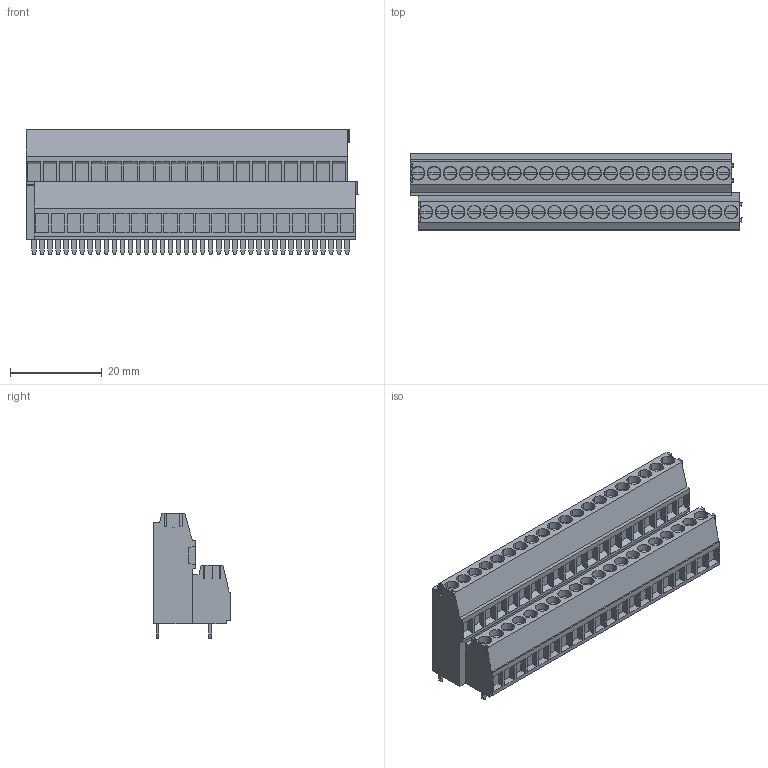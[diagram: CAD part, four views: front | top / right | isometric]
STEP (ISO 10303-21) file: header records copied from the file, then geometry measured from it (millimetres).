
FILE_DESCRIPTION(('CATIA V5 STEP Exchange','CAx-IF Rec.Pracs.--- Model Styling and Organization---1.4--- 2014-01-23'),'2;1');
FILE_NAME ('D1454735_1_1703880000_1703880000.stp','2023-03-16T07:55:50+00:00',('none'),('Weidmueller'),'CATIA Version 5-6 Release 2016 SP3 HF44','CATIA V5 STEP AP214','none');
FILE_SCHEMA(('AUTOMOTIVE_DESIGN { 1 0 10303 214 1 1 1 1 }'));
Length unit declared in the file: millimetre
Products named in the file (1): 1703880000
Bounding box: 72.35 x 16.75 x 27.3 mm (x, y, z)
Volume: 19205.5 mm3; surface area: 10508.2 mm2
Topology: 81 solids, 81 shells, 1131 faces, 2610 edges, 1741 vertices
Faces by surface type: plane 891, cylinder 240
Entity records: 28590 total; most frequent: ORIENTED_EDGE 5220, CARTESIAN_POINT 5086, DIRECTION 3727, EDGE_CURVE 2610, VECTOR 1966, LINE 1966, VERTEX_POINT 1741, EDGE_LOOP 1231
